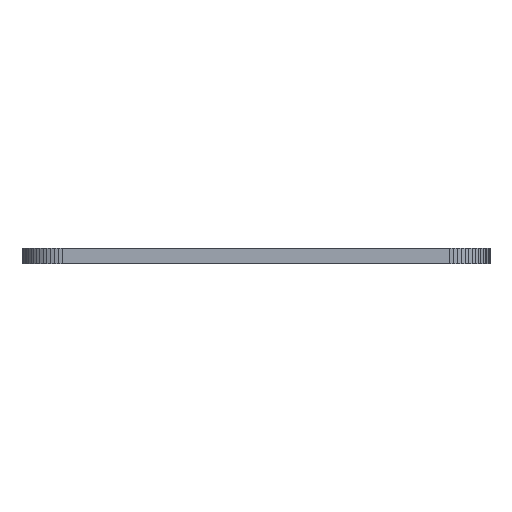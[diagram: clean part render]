
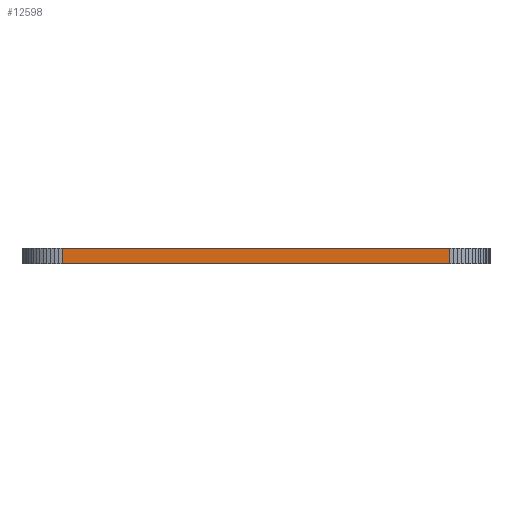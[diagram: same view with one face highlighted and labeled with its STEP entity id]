
A CAD part, left-side view. The second image highlights one B-rep face of the part: STEP entity #12598.
In plain terms, the highlighted planar face has unit normal (-1, 0, 0).
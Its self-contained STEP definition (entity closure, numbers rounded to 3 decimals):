
#90 = PLANE('',#91);
#91 = AXIS2_PLACEMENT_3D('',#92,#93,#94);
#92 = CARTESIAN_POINT('',(148.5,-51.921,1.58));
#93 = DIRECTION('',(-0.,-0.,-1.));
#94 = DIRECTION('',(-1.,0.,0.));
#144 = PLANE('',#145);
#145 = AXIS2_PLACEMENT_3D('',#146,#147,#148);
#146 = CARTESIAN_POINT('',(148.5,-51.921,0.));
#147 = DIRECTION('',(-0.,-0.,-1.));
#148 = DIRECTION('',(-1.,0.,0.));
#1597 = VERTEX_POINT('',#1598);
#1598 = CARTESIAN_POINT('',(103.5,-71.041,0.));
#1612 = PLANE('',#1613);
#1613 = AXIS2_PLACEMENT_3D('',#1614,#1615,#1616);
#1614 = CARTESIAN_POINT('',(103.519,-71.433,0.));
#1615 = DIRECTION('',(-0.999,-0.049,0.));
#1616 = DIRECTION('',(-0.049,0.999,0.));
#1624 = EDGE_CURVE('',#1597,#1625,#1627,.T.);
#1625 = VERTEX_POINT('',#1626);
#1626 = CARTESIAN_POINT('',(103.5,-32.8,0.));
#1627 = SURFACE_CURVE('',#1628,(#1632,#1639),.PCURVE_S1.);
#1628 = LINE('',#1629,#1630);
#1629 = CARTESIAN_POINT('',(103.5,-71.041,0.));
#1630 = VECTOR('',#1631,1.);
#1631 = DIRECTION('',(0.,1.,0.));
#1632 = PCURVE('',#144,#1633);
#1633 = DEFINITIONAL_REPRESENTATION('',(#1634),#1638);
#1634 = LINE('',#1635,#1636);
#1635 = CARTESIAN_POINT('',(45.,-19.121));
#1636 = VECTOR('',#1637,1.);
#1637 = DIRECTION('',(0.,1.));
#1638 = ( GEOMETRIC_REPRESENTATION_CONTEXT(2) 
PARAMETRIC_REPRESENTATION_CONTEXT() REPRESENTATION_CONTEXT('2D SPACE',''
  ) );
#1639 = PCURVE('',#1640,#1645);
#1640 = PLANE('',#1641);
#1641 = AXIS2_PLACEMENT_3D('',#1642,#1643,#1644);
#1642 = CARTESIAN_POINT('',(103.5,-71.041,0.));
#1643 = DIRECTION('',(-1.,0.,0.));
#1644 = DIRECTION('',(0.,1.,0.));
#1645 = DEFINITIONAL_REPRESENTATION('',(#1646),#1650);
#1646 = LINE('',#1647,#1648);
#1647 = CARTESIAN_POINT('',(0.,0.));
#1648 = VECTOR('',#1649,1.);
#1649 = DIRECTION('',(1.,0.));
#1650 = ( GEOMETRIC_REPRESENTATION_CONTEXT(2) 
PARAMETRIC_REPRESENTATION_CONTEXT() REPRESENTATION_CONTEXT('2D SPACE',''
  ) );
#1668 = PLANE('',#1669);
#1669 = AXIS2_PLACEMENT_3D('',#1670,#1671,#1672);
#1670 = CARTESIAN_POINT('',(103.5,-32.8,0.));
#1671 = DIRECTION('',(-0.999,0.049,0.));
#1672 = DIRECTION('',(0.049,0.999,0.));
#7526 = VERTEX_POINT('',#7527);
#7527 = CARTESIAN_POINT('',(103.5,-71.041,1.58));
#7548 = EDGE_CURVE('',#7526,#7549,#7551,.T.);
#7549 = VERTEX_POINT('',#7550);
#7550 = CARTESIAN_POINT('',(103.5,-32.8,1.58));
#7551 = SURFACE_CURVE('',#7552,(#7556,#7563),.PCURVE_S1.);
#7552 = LINE('',#7553,#7554);
#7553 = CARTESIAN_POINT('',(103.5,-71.041,1.58));
#7554 = VECTOR('',#7555,1.);
#7555 = DIRECTION('',(0.,1.,0.));
#7556 = PCURVE('',#90,#7557);
#7557 = DEFINITIONAL_REPRESENTATION('',(#7558),#7562);
#7558 = LINE('',#7559,#7560);
#7559 = CARTESIAN_POINT('',(45.,-19.121));
#7560 = VECTOR('',#7561,1.);
#7561 = DIRECTION('',(0.,1.));
#7562 = ( GEOMETRIC_REPRESENTATION_CONTEXT(2) 
PARAMETRIC_REPRESENTATION_CONTEXT() REPRESENTATION_CONTEXT('2D SPACE',''
  ) );
#7563 = PCURVE('',#1640,#7564);
#7564 = DEFINITIONAL_REPRESENTATION('',(#7565),#7569);
#7565 = LINE('',#7566,#7567);
#7566 = CARTESIAN_POINT('',(0.,-1.58));
#7567 = VECTOR('',#7568,1.);
#7568 = DIRECTION('',(1.,0.));
#7569 = ( GEOMETRIC_REPRESENTATION_CONTEXT(2) 
PARAMETRIC_REPRESENTATION_CONTEXT() REPRESENTATION_CONTEXT('2D SPACE',''
  ) );
#12548 = EDGE_CURVE('',#1625,#7549,#12549,.T.);
#12549 = SURFACE_CURVE('',#12550,(#12554,#12561),.PCURVE_S1.);
#12550 = LINE('',#12551,#12552);
#12551 = CARTESIAN_POINT('',(103.5,-32.8,0.));
#12552 = VECTOR('',#12553,1.);
#12553 = DIRECTION('',(0.,0.,1.));
#12554 = PCURVE('',#1668,#12555);
#12555 = DEFINITIONAL_REPRESENTATION('',(#12556),#12560);
#12556 = LINE('',#12557,#12558);
#12557 = CARTESIAN_POINT('',(0.,0.));
#12558 = VECTOR('',#12559,1.);
#12559 = DIRECTION('',(0.,-1.));
#12560 = ( GEOMETRIC_REPRESENTATION_CONTEXT(2) 
PARAMETRIC_REPRESENTATION_CONTEXT() REPRESENTATION_CONTEXT('2D SPACE',''
  ) );
#12561 = PCURVE('',#1640,#12562);
#12562 = DEFINITIONAL_REPRESENTATION('',(#12563),#12567);
#12563 = LINE('',#12564,#12565);
#12564 = CARTESIAN_POINT('',(38.241,0.));
#12565 = VECTOR('',#12566,1.);
#12566 = DIRECTION('',(0.,-1.));
#12567 = ( GEOMETRIC_REPRESENTATION_CONTEXT(2) 
PARAMETRIC_REPRESENTATION_CONTEXT() REPRESENTATION_CONTEXT('2D SPACE',''
  ) );
#12598 = ADVANCED_FACE('',(#12599),#1640,.T.);
#12599 = FACE_BOUND('',#12600,.T.);
#12600 = EDGE_LOOP('',(#12601,#12622,#12623,#12624));
#12601 = ORIENTED_EDGE('',*,*,#12602,.T.);
#12602 = EDGE_CURVE('',#1597,#7526,#12603,.T.);
#12603 = SURFACE_CURVE('',#12604,(#12608,#12615),.PCURVE_S1.);
#12604 = LINE('',#12605,#12606);
#12605 = CARTESIAN_POINT('',(103.5,-71.041,0.));
#12606 = VECTOR('',#12607,1.);
#12607 = DIRECTION('',(0.,0.,1.));
#12608 = PCURVE('',#1640,#12609);
#12609 = DEFINITIONAL_REPRESENTATION('',(#12610),#12614);
#12610 = LINE('',#12611,#12612);
#12611 = CARTESIAN_POINT('',(0.,0.));
#12612 = VECTOR('',#12613,1.);
#12613 = DIRECTION('',(0.,-1.));
#12614 = ( GEOMETRIC_REPRESENTATION_CONTEXT(2) 
PARAMETRIC_REPRESENTATION_CONTEXT() REPRESENTATION_CONTEXT('2D SPACE',''
  ) );
#12615 = PCURVE('',#1612,#12616);
#12616 = DEFINITIONAL_REPRESENTATION('',(#12617),#12621);
#12617 = LINE('',#12618,#12619);
#12618 = CARTESIAN_POINT('',(0.393,0.));
#12619 = VECTOR('',#12620,1.);
#12620 = DIRECTION('',(0.,-1.));
#12621 = ( GEOMETRIC_REPRESENTATION_CONTEXT(2) 
PARAMETRIC_REPRESENTATION_CONTEXT() REPRESENTATION_CONTEXT('2D SPACE',''
  ) );
#12622 = ORIENTED_EDGE('',*,*,#7548,.T.);
#12623 = ORIENTED_EDGE('',*,*,#12548,.F.);
#12624 = ORIENTED_EDGE('',*,*,#1624,.F.);
